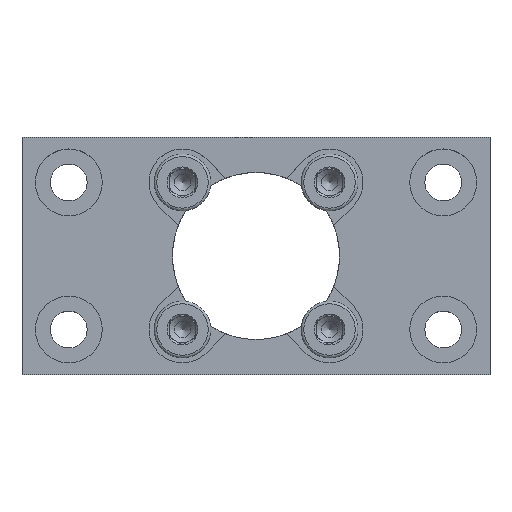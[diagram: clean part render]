
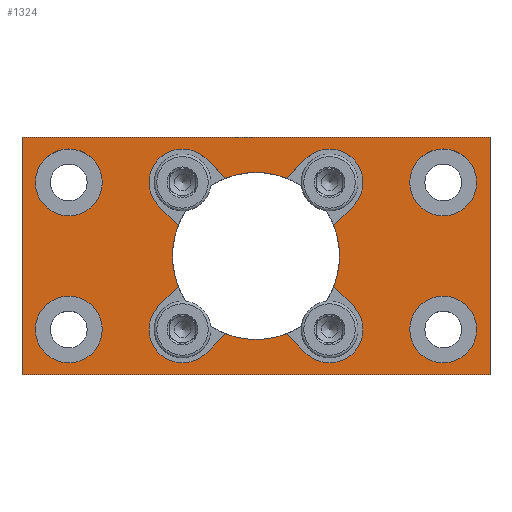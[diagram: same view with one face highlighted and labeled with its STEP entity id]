
A CAD part, top view. The second image highlights one B-rep face of the part: STEP entity #1324.
In plain terms, the highlighted face is planar.
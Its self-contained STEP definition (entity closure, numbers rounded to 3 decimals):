
#112=CIRCLE('',#1452,12.5);
#113=CIRCLE('',#1453,5.);
#114=CIRCLE('',#1454,12.5);
#115=CIRCLE('',#1455,5.);
#116=CIRCLE('',#1456,12.5);
#117=CIRCLE('',#1457,5.);
#118=CIRCLE('',#1458,12.5);
#119=CIRCLE('',#1459,5.);
#120=CIRCLE('',#1460,5.);
#121=CIRCLE('',#1461,5.);
#122=CIRCLE('',#1462,5.);
#123=CIRCLE('',#1463,5.);
#296=ORIENTED_EDGE('',*,*,#547,.F.);
#297=ORIENTED_EDGE('',*,*,#631,.T.);
#298=ORIENTED_EDGE('',*,*,#545,.F.);
#299=ORIENTED_EDGE('',*,*,#632,.F.);
#300=ORIENTED_EDGE('',*,*,#539,.F.);
#301=ORIENTED_EDGE('',*,*,#633,.T.);
#302=ORIENTED_EDGE('',*,*,#537,.F.);
#303=ORIENTED_EDGE('',*,*,#634,.F.);
#304=ORIENTED_EDGE('',*,*,#531,.F.);
#305=ORIENTED_EDGE('',*,*,#635,.T.);
#306=ORIENTED_EDGE('',*,*,#561,.F.);
#307=ORIENTED_EDGE('',*,*,#636,.F.);
#308=ORIENTED_EDGE('',*,*,#555,.F.);
#309=ORIENTED_EDGE('',*,*,#637,.T.);
#310=ORIENTED_EDGE('',*,*,#553,.F.);
#311=ORIENTED_EDGE('',*,*,#638,.F.);
#312=ORIENTED_EDGE('',*,*,#639,.T.);
#313=ORIENTED_EDGE('',*,*,#640,.T.);
#314=ORIENTED_EDGE('',*,*,#641,.T.);
#315=ORIENTED_EDGE('',*,*,#642,.T.);
#316=ORIENTED_EDGE('',*,*,#621,.T.);
#317=ORIENTED_EDGE('',*,*,#625,.T.);
#318=ORIENTED_EDGE('',*,*,#628,.T.);
#319=ORIENTED_EDGE('',*,*,#630,.T.);
#531=EDGE_CURVE('',#711,#713,#836,.T.);
#537=EDGE_CURVE('',#718,#716,#842,.T.);
#539=EDGE_CURVE('',#719,#721,#844,.T.);
#545=EDGE_CURVE('',#726,#724,#850,.T.);
#547=EDGE_CURVE('',#727,#729,#852,.T.);
#553=EDGE_CURVE('',#734,#732,#858,.T.);
#555=EDGE_CURVE('',#735,#737,#860,.T.);
#561=EDGE_CURVE('',#742,#740,#866,.T.);
#621=EDGE_CURVE('',#786,#785,#901,.T.);
#625=EDGE_CURVE('',#785,#788,#905,.T.);
#628=EDGE_CURVE('',#788,#790,#908,.T.);
#630=EDGE_CURVE('',#790,#786,#910,.T.);
#631=EDGE_CURVE('',#727,#724,#112,.T.);
#632=EDGE_CURVE('',#721,#726,#113,.T.);
#633=EDGE_CURVE('',#719,#716,#114,.T.);
#634=EDGE_CURVE('',#713,#718,#115,.T.);
#635=EDGE_CURVE('',#711,#740,#116,.T.);
#636=EDGE_CURVE('',#737,#742,#117,.T.);
#637=EDGE_CURVE('',#735,#732,#118,.T.);
#638=EDGE_CURVE('',#729,#734,#119,.T.);
#639=EDGE_CURVE('',#791,#791,#120,.T.);
#640=EDGE_CURVE('',#792,#792,#121,.T.);
#641=EDGE_CURVE('',#793,#793,#122,.T.);
#642=EDGE_CURVE('',#794,#794,#123,.T.);
#711=VERTEX_POINT('',#1989);
#713=VERTEX_POINT('',#1992);
#716=VERTEX_POINT('',#1999);
#718=VERTEX_POINT('',#2003);
#719=VERTEX_POINT('',#2007);
#721=VERTEX_POINT('',#2010);
#724=VERTEX_POINT('',#2017);
#726=VERTEX_POINT('',#2021);
#727=VERTEX_POINT('',#2025);
#729=VERTEX_POINT('',#2028);
#732=VERTEX_POINT('',#2035);
#734=VERTEX_POINT('',#2039);
#735=VERTEX_POINT('',#2043);
#737=VERTEX_POINT('',#2046);
#740=VERTEX_POINT('',#2053);
#742=VERTEX_POINT('',#2057);
#785=VERTEX_POINT('',#2200);
#786=VERTEX_POINT('',#2202);
#788=VERTEX_POINT('',#2208);
#790=VERTEX_POINT('',#2214);
#791=VERTEX_POINT('',#2229);
#792=VERTEX_POINT('',#2231);
#793=VERTEX_POINT('',#2233);
#794=VERTEX_POINT('',#2235);
#836=LINE('',#1991,#930);
#842=LINE('',#2004,#936);
#844=LINE('',#2009,#938);
#850=LINE('',#2022,#944);
#852=LINE('',#2027,#946);
#858=LINE('',#2040,#952);
#860=LINE('',#2045,#954);
#866=LINE('',#2058,#960);
#901=LINE('',#2201,#995);
#905=LINE('',#2209,#999);
#908=LINE('',#2215,#1002);
#910=LINE('',#2218,#1004);
#930=VECTOR('',#1573,1000.);
#936=VECTOR('',#1581,1000.);
#938=VECTOR('',#1585,1000.);
#944=VECTOR('',#1593,1000.);
#946=VECTOR('',#1597,1000.);
#952=VECTOR('',#1605,1000.);
#954=VECTOR('',#1609,1000.);
#960=VECTOR('',#1617,1000.);
#995=VECTOR('',#1718,1000.);
#999=VECTOR('',#1724,1000.);
#1002=VECTOR('',#1729,1000.);
#1004=VECTOR('',#1733,1000.);
#1050=EDGE_LOOP('',(#296,#297,#298,#299,#300,#301,#302,#303,#304,#305,#306,
#307,#308,#309,#310,#311));
#1051=EDGE_LOOP('',(#312));
#1052=EDGE_LOOP('',(#313));
#1053=EDGE_LOOP('',(#314));
#1054=EDGE_LOOP('',(#315));
#1055=EDGE_LOOP('',(#316,#317,#318,#319));
#1164=FACE_BOUND('',#1050,.T.);
#1165=FACE_BOUND('',#1051,.T.);
#1166=FACE_BOUND('',#1052,.T.);
#1167=FACE_BOUND('',#1053,.T.);
#1168=FACE_BOUND('',#1054,.T.);
#1169=FACE_BOUND('',#1055,.T.);
#1275=PLANE('',#1451);
#1324=ADVANCED_FACE('',(#1164,#1165,#1166,#1167,#1168,#1169),#1275,.T.);
#1451=AXIS2_PLACEMENT_3D('',#2219,#1734,#1735);
#1452=AXIS2_PLACEMENT_3D('',#2220,#1736,#1737);
#1453=AXIS2_PLACEMENT_3D('',#2221,#1738,#1739);
#1454=AXIS2_PLACEMENT_3D('',#2222,#1740,#1741);
#1455=AXIS2_PLACEMENT_3D('',#2223,#1742,#1743);
#1456=AXIS2_PLACEMENT_3D('',#2224,#1744,#1745);
#1457=AXIS2_PLACEMENT_3D('',#2225,#1746,#1747);
#1458=AXIS2_PLACEMENT_3D('',#2226,#1748,#1749);
#1459=AXIS2_PLACEMENT_3D('',#2227,#1750,#1751);
#1460=AXIS2_PLACEMENT_3D('',#2228,#1752,#1753);
#1461=AXIS2_PLACEMENT_3D('',#2230,#1754,#1755);
#1462=AXIS2_PLACEMENT_3D('',#2232,#1756,#1757);
#1463=AXIS2_PLACEMENT_3D('',#2234,#1758,#1759);
#1573=DIRECTION('',(-0.707,0.,0.707));
#1581=DIRECTION('',(0.707,0.,-0.707));
#1585=DIRECTION('',(0.707,0.,0.707));
#1593=DIRECTION('',(-0.707,0.,-0.707));
#1597=DIRECTION('',(0.707,0.,-0.707));
#1605=DIRECTION('',(-0.707,0.,0.707));
#1609=DIRECTION('',(-0.707,0.,-0.707));
#1617=DIRECTION('',(0.707,0.,0.707));
#1718=DIRECTION('',(0.,0.,1.));
#1724=DIRECTION('',(1.,0.,0.));
#1729=DIRECTION('',(0.,0.,-1.));
#1733=DIRECTION('',(-1.,0.,0.));
#1734=DIRECTION('',(0.,1.,0.));
#1735=DIRECTION('',(0.,0.,1.));
#1736=DIRECTION('',(0.,-1.,0.));
#1737=DIRECTION('',(0.,0.,-1.));
#1738=DIRECTION('',(0.,1.,0.));
#1739=DIRECTION('',(1.,0.,0.));
#1740=DIRECTION('',(0.,-1.,0.));
#1741=DIRECTION('',(0.,0.,-1.));
#1742=DIRECTION('',(0.,1.,0.));
#1743=DIRECTION('',(1.,0.,0.));
#1744=DIRECTION('',(0.,-1.,0.));
#1745=DIRECTION('',(0.,0.,-1.));
#1746=DIRECTION('',(0.,1.,0.));
#1747=DIRECTION('',(1.,0.,0.));
#1748=DIRECTION('',(0.,-1.,0.));
#1749=DIRECTION('',(0.,0.,-1.));
#1750=DIRECTION('',(0.,1.,0.));
#1751=DIRECTION('',(1.,0.,0.));
#1752=DIRECTION('',(0.,-1.,0.));
#1753=DIRECTION('',(0.,0.,-1.));
#1754=DIRECTION('',(0.,-1.,0.));
#1755=DIRECTION('',(0.,0.,-1.));
#1756=DIRECTION('',(0.,-1.,0.));
#1757=DIRECTION('',(0.,0.,-1.));
#1758=DIRECTION('',(0.,-1.,0.));
#1759=DIRECTION('',(0.,0.,-1.));
#1989=CARTESIAN_POINT('',(-11.636,8.,4.565));
#1991=CARTESIAN_POINT('',(-7.071,8.,0.));
#1992=CARTESIAN_POINT('',(-14.536,8.,7.464));
#1999=CARTESIAN_POINT('',(-4.565,8.,11.636));
#2003=CARTESIAN_POINT('',(-7.464,8.,14.536));
#2004=CARTESIAN_POINT('',(-7.464,8.,14.536));
#2007=CARTESIAN_POINT('',(4.565,8.,11.636));
#2009=CARTESIAN_POINT('',(0.,8.,7.071));
#2010=CARTESIAN_POINT('',(7.464,8.,14.536));
#2017=CARTESIAN_POINT('',(11.636,8.,4.565));
#2021=CARTESIAN_POINT('',(14.536,8.,7.464));
#2022=CARTESIAN_POINT('',(14.536,8.,7.464));
#2025=CARTESIAN_POINT('',(11.636,8.,-4.565));
#2027=CARTESIAN_POINT('',(7.071,8.,0.));
#2028=CARTESIAN_POINT('',(14.536,8.,-7.464));
#2035=CARTESIAN_POINT('',(4.565,8.,-11.636));
#2039=CARTESIAN_POINT('',(7.464,8.,-14.536));
#2040=CARTESIAN_POINT('',(7.464,8.,-14.536));
#2043=CARTESIAN_POINT('',(-4.565,8.,-11.636));
#2045=CARTESIAN_POINT('',(0.,8.,-7.071));
#2046=CARTESIAN_POINT('',(-7.464,8.,-14.536));
#2053=CARTESIAN_POINT('',(-11.636,8.,-4.565));
#2057=CARTESIAN_POINT('',(-14.536,8.,-7.464));
#2058=CARTESIAN_POINT('',(-14.536,8.,-7.464));
#2200=CARTESIAN_POINT('',(-35.,8.,17.75));
#2201=CARTESIAN_POINT('',(-35.,8.,-17.75));
#2202=CARTESIAN_POINT('',(-35.,8.,-17.75));
#2208=CARTESIAN_POINT('',(35.,8.,17.75));
#2209=CARTESIAN_POINT('',(-35.,8.,17.75));
#2214=CARTESIAN_POINT('',(35.,8.,-17.75));
#2215=CARTESIAN_POINT('',(35.,8.,17.75));
#2218=CARTESIAN_POINT('',(35.,8.,-17.75));
#2219=CARTESIAN_POINT('',(0.,8.,0.));
#2220=CARTESIAN_POINT('',(0.,8.,0.));
#2221=CARTESIAN_POINT('',(11.,8.,11.));
#2222=CARTESIAN_POINT('',(0.,8.,0.));
#2223=CARTESIAN_POINT('',(-11.,8.,11.));
#2224=CARTESIAN_POINT('',(0.,8.,0.));
#2225=CARTESIAN_POINT('',(-11.,8.,-11.));
#2226=CARTESIAN_POINT('',(0.,8.,0.));
#2227=CARTESIAN_POINT('',(11.,8.,-11.));
#2228=CARTESIAN_POINT('',(-28.,8.,11.));
#2229=CARTESIAN_POINT('',(-28.,8.,6.));
#2230=CARTESIAN_POINT('',(-28.,8.,-11.));
#2231=CARTESIAN_POINT('',(-28.,8.,-16.));
#2232=CARTESIAN_POINT('',(28.,8.,11.));
#2233=CARTESIAN_POINT('',(28.,8.,6.));
#2234=CARTESIAN_POINT('',(28.,8.,-11.));
#2235=CARTESIAN_POINT('',(28.,8.,-16.));
